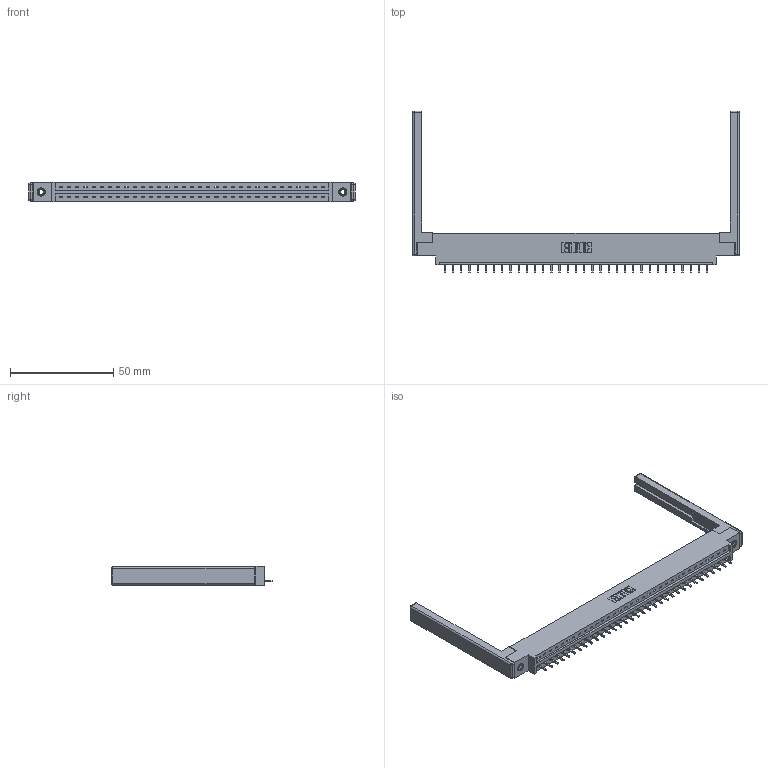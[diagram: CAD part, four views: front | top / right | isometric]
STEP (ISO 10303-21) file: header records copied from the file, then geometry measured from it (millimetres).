
FILE_DESCRIPTION (( 'STEP AP203' ), '1' );
FILE_NAME ('337-033-521-668.STEP', '2019-10-01T04:25:05', ( '' ), ( '' ), 'SwSTEP 2.0', 'SolidWorks 2016', '' );
FILE_SCHEMA (( 'CONFIG_CONTROL_DESIGN' ));
Length unit declared in the file: inch
Products named in the file (5): 337 Part_0.170 Offset - 0.156 Dia-TI; 345-250-001_345-250-001-102; 337-033-521-668; 307-220-068; 345-292-001_345-293-121
Assembly tree (38 placements, depth 2):
  337-033-521-668
    337 Part_0.170 Offset - 0.156 Dia-TI
    345-292-001_345-293-121  x33
    345-250-001_345-250-001-102  x2
    307-220-068  x2
Bounding box: 158.19 x 78.11 x 9.4 mm (x, y, z)
Volume: 20508.5 mm3; surface area: 20396 mm2
Topology: 38 solids, 38 shells, 2318 faces, 6917 edges, 4546 vertices
Faces by surface type: plane 1680, cylinder 614, cone 12, sphere 8, torus 4
Entity records: 28604 total; most frequent: CARTESIAN_POINT 4938, ORIENTED_EDGE 4896, DIRECTION 4248, EDGE_CURVE 2448, VECTOR 2270, LINE 2270, VERTEX_POINT 1622, AXIS2_PLACEMENT_3D 989
